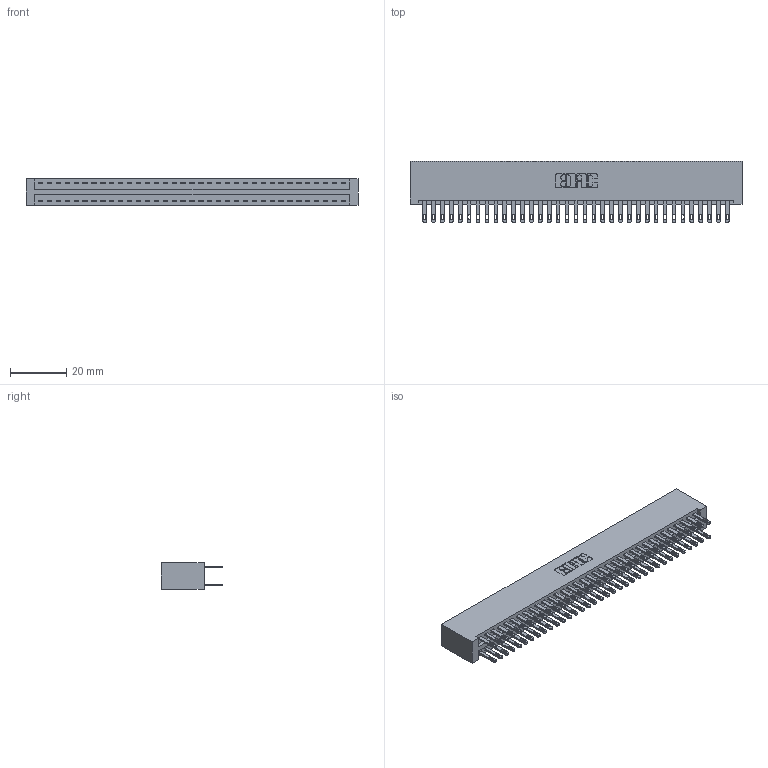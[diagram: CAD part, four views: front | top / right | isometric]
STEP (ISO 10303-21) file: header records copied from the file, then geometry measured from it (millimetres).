
FILE_DESCRIPTION (( 'STEP AP203' ), '1' );
FILE_NAME ('346-070-500-201.STEP', '2018-08-28T22:42:51', ( '' ), ( '' ), 'SwSTEP 2.0', 'SolidWorks 2016', '' );
FILE_SCHEMA (( 'CONFIG_CONTROL_DESIGN' ));
Length unit declared in the file: inch
Products named in the file (3): 346 Part_No Mounting Lugs; 345-292-001_345-293-100; 346-070-500-201
Assembly tree (71 placements, depth 2):
  346-070-500-201
    346 Part_No Mounting Lugs
    345-292-001_345-293-100  x70
Bounding box: 118.36 x 21.84 x 9.4 mm (x, y, z)
Volume: 12274.8 mm3; surface area: 17658.3 mm2
Topology: 71 solids, 71 shells, 3474 faces, 10595 edges, 7062 vertices
Faces by surface type: plane 2102, cylinder 1372
Entity records: 23437 total; most frequent: CARTESIAN_POINT 3868, ORIENTED_EDGE 3802, DIRECTION 3457, EDGE_CURVE 1901, VECTOR 1633, LINE 1633, VERTEX_POINT 1266, AXIS2_PLACEMENT_3D 912
